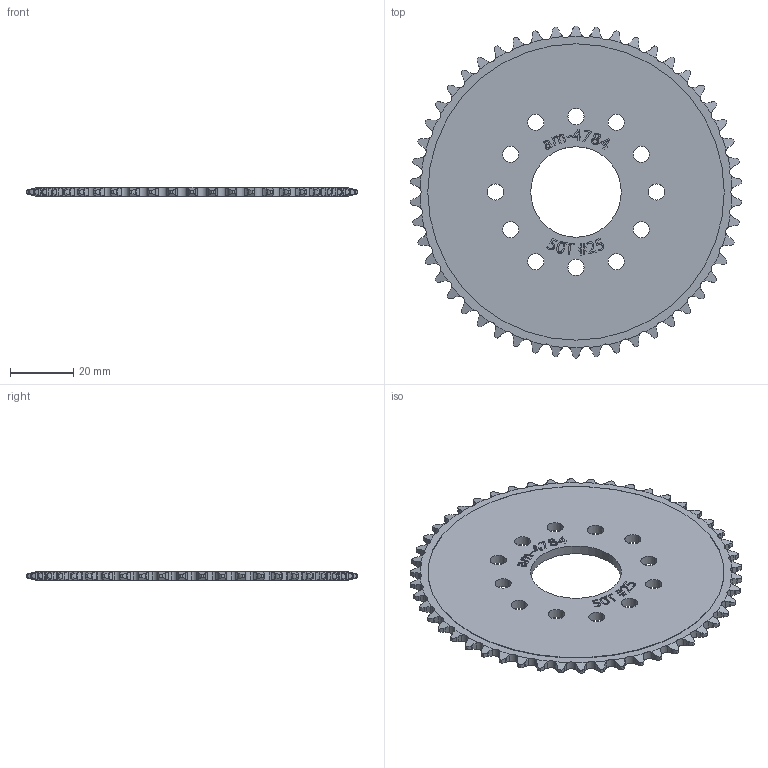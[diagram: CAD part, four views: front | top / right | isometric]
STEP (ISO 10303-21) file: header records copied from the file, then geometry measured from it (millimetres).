
FILE_DESCRIPTION (( 'STEP AP203' ), '1' );
FILE_NAME ('am-4784 50T 25 Chain 1125in Plate.STEP', '2022-08-03T20:17:52', ( '' ), ( '' ), 'SwSTEP 2.0', 'SolidWorks 2022', '' );
FILE_SCHEMA (( 'CONFIG_CONTROL_DESIGN' ));
Length unit declared in the file: inch
Products named in the file (1): am-4784 50T 25 Chain 1125in Plate
Bounding box: 104.62 x 104.78 x 3 mm (x, y, z)
Volume: 20634.4 mm3; surface area: 16174.4 mm2
Topology: 1 solids, 1 shells, 788 faces, 2292 edges, 1528 vertices
Faces by surface type: cylinder 357, plane 255, cone 100, bspline 76
Entity records: 30613 total; most frequent: CARTESIAN_POINT 11449, ORIENTED_EDGE 4584, DIRECTION 3116, EDGE_CURVE 2292, VERTEX_POINT 1528, AXIS2_PLACEMENT_3D 1095, B_SPLINE_CURVE_WITH_KNOTS 984, LINE 926
